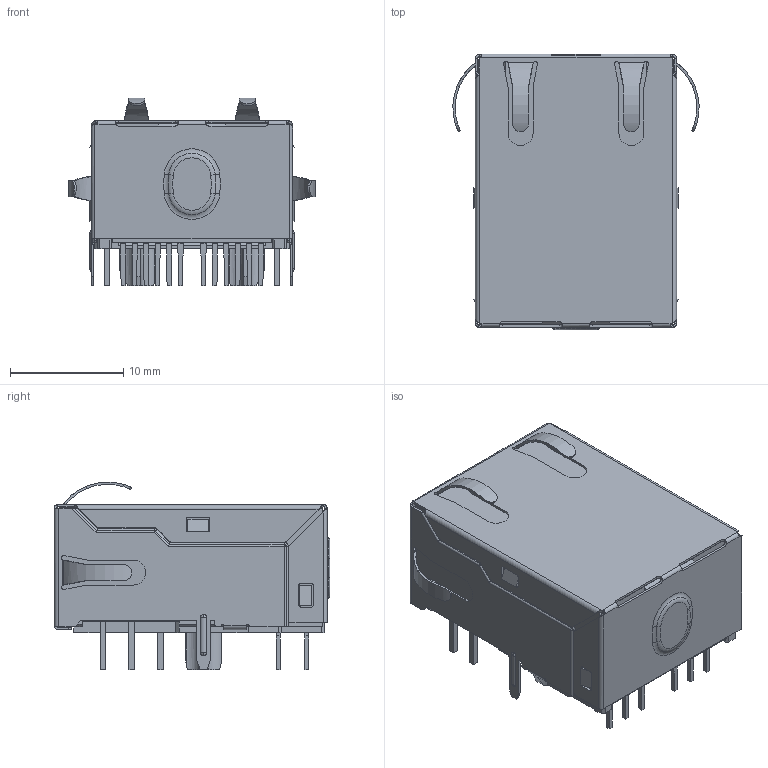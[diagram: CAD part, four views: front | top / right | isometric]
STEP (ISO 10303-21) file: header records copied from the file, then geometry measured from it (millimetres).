
FILE_DESCRIPTION (( 'STEP AP214' ), '1' );
FILE_NAME ('TMJY303DYDZ2NL.STEP', '2024-09-23T01:25:04', ( '' ), ( '' ), 'SwSTEP 2.0', 'SolidWorks 2022', '' );
FILE_SCHEMA (( 'AUTOMOTIVE_DESIGN' ));
Length unit declared in the file: millimetre
Products named in the file (1): TMJY303DYDZ2NL
Bounding box: 21.77 x 24.38 x 16.59 mm (x, y, z)
Volume: 2790.1 mm3; surface area: 8188.7 mm2
Topology: 1 solids, 1 shells, 2584 faces, 7585 edges, 4894 vertices
Faces by surface type: plane 1943, cylinder 531, bspline 74, torus 20, sphere 16
Entity records: 88542 total; most frequent: CARTESIAN_POINT 19769, ORIENTED_EDGE 15138, DIRECTION 13133, EDGE_CURVE 7569, LINE 6209, VECTOR 6209, VERTEX_POINT 4894, AXIS2_PLACEMENT_3D 3462
